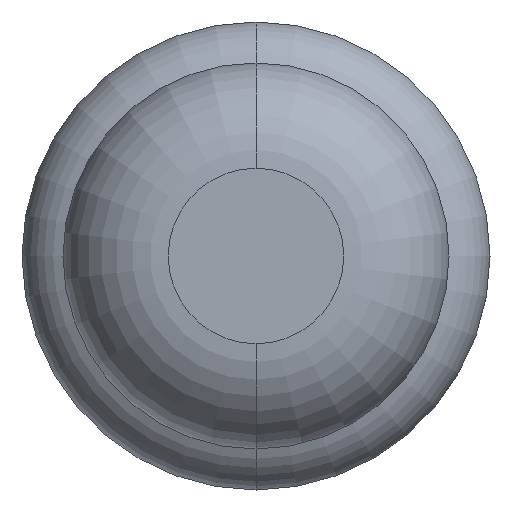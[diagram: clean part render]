
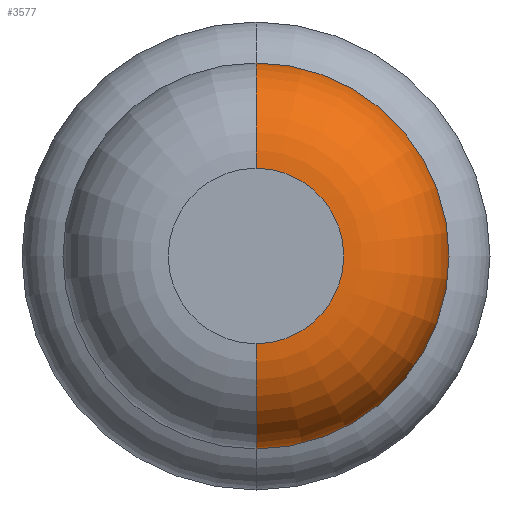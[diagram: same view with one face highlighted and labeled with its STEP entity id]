
A CAD part, front view. The second image highlights one B-rep face of the part: STEP entity #3577.
In plain terms, the highlighted toroidal (fillet/blend) face has major radius 0.375 mm and minor radius 0.45 mm.
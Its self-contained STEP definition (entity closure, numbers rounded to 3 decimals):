
#106 = ORIENTED_EDGE ( 'NONE', *, *, #570, .F. ) ;
#183 = CARTESIAN_POINT ( 'NONE',  ( 0., -24., 0. ) ) ;
#204 = DIRECTION ( 'NONE',  ( 1., 0., 0. ) ) ;
#224 = CARTESIAN_POINT ( 'NONE',  ( 0., -24., 0.375 ) ) ;
#259 = VERTEX_POINT ( 'NONE', #364 ) ;
#364 = CARTESIAN_POINT ( 'NONE',  ( 0., -23.55, 0.825 ) ) ;
#389 = DIRECTION ( 'NONE',  ( 0., 1., 0. ) ) ;
#390 = EDGE_CURVE ( 'Defeature ausgef�hrt1_2+Defeature ausgef�hrt1_1+Defeature ausgef�hrt1_1+Defeature ausgef�hrt1_1', #1531, #408, #2006, .T. ) ;
#408 = VERTEX_POINT ( 'NONE', #2866 ) ;
#513 = ORIENTED_EDGE ( 'NONE', *, *, #3694, .T. ) ;
#570 = EDGE_CURVE ( 'NONE', #1531, #259, #2611, .T. ) ;
#817 = CARTESIAN_POINT ( 'NONE',  ( 0., -23.55, 0. ) ) ;
#909 = DIRECTION ( 'NONE',  ( 0., 0., 1. ) ) ;
#1111 = AXIS2_PLACEMENT_3D ( 'NONE', #817, #3505, #3469 ) ;
#1206 = ORIENTED_EDGE ( 'NONE', *, *, #390, .T. ) ;
#1426 = FACE_OUTER_BOUND ( 'NONE', #3083, .T. ) ;
#1476 = DIRECTION ( 'NONE',  ( -1., 0., 0. ) ) ;
#1531 = VERTEX_POINT ( 'NONE', #224 ) ;
#1727 = DIRECTION ( 'NONE',  ( 0., 1., 0. ) ) ;
#1736 = CARTESIAN_POINT ( 'NONE',  ( 0., -23.55, 0.375 ) ) ;
#1757 = CIRCLE ( 'NONE', #3482, 0.45 ) ;
#1806 = ORIENTED_EDGE ( 'NONE', *, *, #1903, .F. ) ;
#1874 = AXIS2_PLACEMENT_3D ( 'NONE', #1736, #1476, #909 ) ;
#1903 = EDGE_CURVE ( 'Defeature ausgef�hrt1_3+Defeature ausgef�hrt1_2+Defeature ausgef�hrt1_2+Defeature ausgef�hrt1_2', #259, #2729, #2045, .T. ) ;
#2006 = CIRCLE ( 'NONE', #2867, 0.375 ) ;
#2029 = DIRECTION ( 'NONE',  ( 0., 0., 1. ) ) ;
#2045 = CIRCLE ( 'NONE', #2536, 0.825 ) ;
#2339 = CARTESIAN_POINT ( 'NONE',  ( 0., -23.55, -0.375 ) ) ;
#2536 = AXIS2_PLACEMENT_3D ( 'NONE', #3667, #389, #3418 ) ;
#2611 = CIRCLE ( 'NONE', #1874, 0.45 ) ;
#2729 = VERTEX_POINT ( 'NONE', #3338 ) ;
#2866 = CARTESIAN_POINT ( 'NONE',  ( 0., -24., -0.375 ) ) ;
#2867 = AXIS2_PLACEMENT_3D ( 'NONE', #183, #1727, #2029 ) ;
#3083 = EDGE_LOOP ( 'NONE', ( #1206, #513, #1806, #106 ) ) ;
#3338 = CARTESIAN_POINT ( 'NONE',  ( 0., -23.55, -0.825 ) ) ;
#3418 = DIRECTION ( 'NONE',  ( 0., 0., 1. ) ) ;
#3469 = DIRECTION ( 'NONE',  ( 0., 0., 1. ) ) ;
#3482 = AXIS2_PLACEMENT_3D ( 'NONE', #2339, #204, #3782 ) ;
#3505 = DIRECTION ( 'NONE',  ( 0., 1., 0. ) ) ;
#3577 = ADVANCED_FACE ( 'Defeature ausgef�hrt1_2', ( #1426 ), #3761, .T. ) ;
#3667 = CARTESIAN_POINT ( 'NONE',  ( 0., -23.55, 0. ) ) ;
#3694 = EDGE_CURVE ( 'NONE', #408, #2729, #1757, .T. ) ;
#3761 = TOROIDAL_SURFACE ( 'NONE', #1111, 0.375, 0.45 ) ;
#3782 = DIRECTION ( 'NONE',  ( 0., 0., -1. ) ) ;
